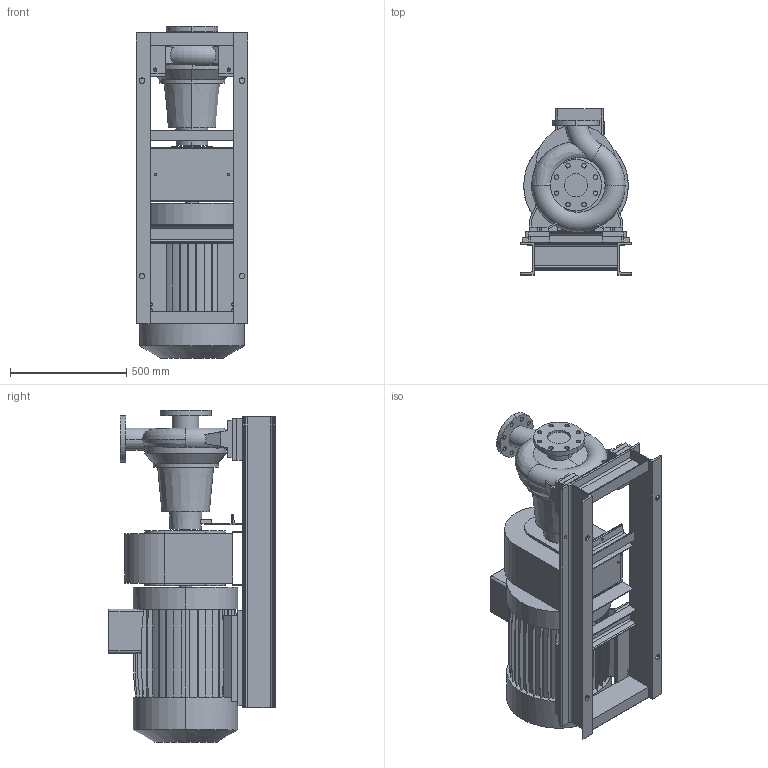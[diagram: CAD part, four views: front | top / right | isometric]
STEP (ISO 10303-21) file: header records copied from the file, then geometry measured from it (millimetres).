
FILE_DESCRIPTION (( 'STEP AP203' ), '1' );
FILE_NAME ('10018148swa00.step', '2023-07-07T12:06:29', ( '' ), ( '' ), 'SwSTEP 2.0', 'SolidWorks 2020', '' );
FILE_SCHEMA (( 'CONFIG_CONTROL_DESIGN' ));
Length unit declared in the file: millimetre
Products named in the file (5): 10018097swp00_MCG 25 N 80-250 225 M2; 10018072swp00_225M 2; 10017783swp00_80-250; 10018148swa00; 90.328.01swp01_LAVORATO<A macchina>
Assembly tree (4 placements, depth 2):
  10018148swa00
    10017783swp00_80-250
    10018097swp00_MCG 25 N 80-250 225 M2
    10018072swp00_225M 2
    90.328.01swp01_LAVORATO<A macchina>
Bounding box: 480 x 715 x 1427 mm (x, y, z)
Volume: 169656720.4 mm3; surface area: 6013932.2 mm2
Topology: 20 solids, 20 shells, 686 faces, 1874 edges, 1244 vertices
Faces by surface type: plane 475, cylinder 194, cone 10, torus 5, bspline 2
Entity records: 23850 total; most frequent: CARTESIAN_POINT 5559, ORIENTED_EDGE 3748, DIRECTION 3591, EDGE_CURVE 1874, LINE 1399, VECTOR 1399, VERTEX_POINT 1244, AXIS2_PLACEMENT_3D 1096
